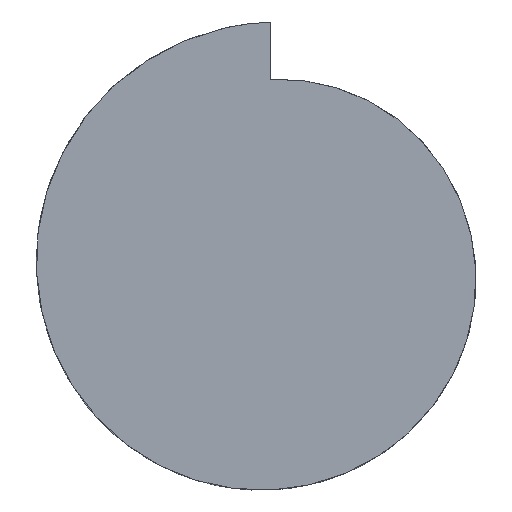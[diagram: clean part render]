
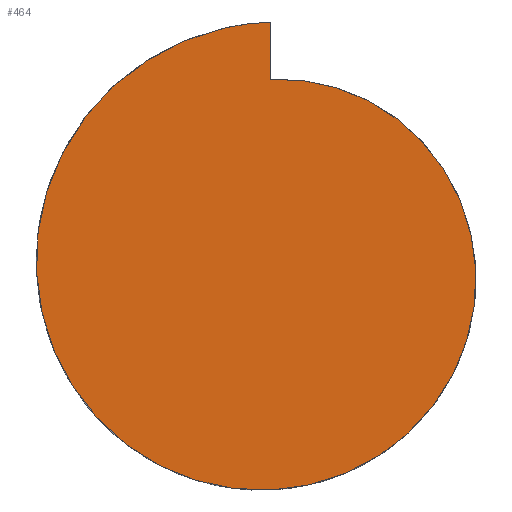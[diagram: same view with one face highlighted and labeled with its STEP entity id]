
A CAD part, front view. The second image highlights one B-rep face of the part: STEP entity #464.
In plain terms, the highlighted planar face has unit normal (0, -1, 0).
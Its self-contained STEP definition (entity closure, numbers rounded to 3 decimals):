
#1 = CARTESIAN_POINT ( 'NONE',  ( 103.049, -20., 6.764 ) ) ;
#11 = CARTESIAN_POINT ( 'NONE',  ( -28.96, -20., -108.198 ) ) ;
#15 = CARTESIAN_POINT ( 'NONE',  ( -117.482, -20., -7.709 ) ) ;
#19 = CARTESIAN_POINT ( 'NONE',  ( -39.811, -20., 117.182 ) ) ;
#94 = CARTESIAN_POINT ( 'NONE',  ( 43.516, -20., 88.307 ) ) ;
#98 = CARTESIAN_POINT ( 'NONE',  ( 103.285, -20., -13.588 ) ) ;
#110 = CARTESIAN_POINT ( 'NONE',  ( -49.912, -20., -101.28 ) ) ;
#113 = CARTESIAN_POINT ( 'NONE',  ( -117.625, -20., 15.477 ) ) ;
#116 = CARTESIAN_POINT ( 'NONE',  ( -16.303, -20., 123.593 ) ) ;
#193 = CARTESIAN_POINT ( 'NONE',  ( 60.458, -20., 78.838 ) ) ;
#196 = CARTESIAN_POINT ( 'NONE',  ( 99.505, -20., -33.767 ) ) ;
#203 = CARTESIAN_POINT ( 'NONE',  ( 65.626, -20., -85.51 ) ) ;
#208 = CARTESIAN_POINT ( 'NONE',  ( -69.262, -20., -90.314 ) ) ;
#211 = CARTESIAN_POINT ( 'NONE',  ( -113.202, -20., 38.418 ) ) ;
#215 = CARTESIAN_POINT ( 'NONE',  ( 0., -20., 125. ) ) ;
#288 = CARTESIAN_POINT ( 'NONE',  ( 0., -20., 96.132 ) ) ;
#291 = CARTESIAN_POINT ( 'NONE',  ( 75.356, -20., 66.124 ) ) ;
#292 = VERTEX_POINT ( 'NONE', #965 ) ;
#295 = CARTESIAN_POINT ( 'NONE',  ( 91.788, -20., -52.983 ) ) ;
#303 = CARTESIAN_POINT ( 'NONE',  ( 48.083, -20., -97.481 ) ) ;
#308 = CARTESIAN_POINT ( 'NONE',  ( -86.23, -20., -75.662 ) ) ;
#312 = CARTESIAN_POINT ( 'NONE',  ( -104.315, -20., 60.216 ) ) ;
#384 = ORIENTED_EDGE ( 'NONE', *, *, #1229, .F. ) ;
#395 = CARTESIAN_POINT ( 'NONE',  ( 87.591, -20., 50.604 ) ) ;
#407 = CARTESIAN_POINT ( 'NONE',  ( 28.375, -20., -105.862 ) ) ;
#411 = CARTESIAN_POINT ( 'NONE',  ( -100.117, -20., -57.838 ) ) ;
#414 = CARTESIAN_POINT ( 'NONE',  ( -91.242, -20., 80.006 ) ) ;
#419 = DIRECTION ( 'NONE',  ( 0., 0., -1. ) ) ;
#464 = ADVANCED_FACE ( 'NONE', ( #787 ), #825, .T. ) ;
#491 = CARTESIAN_POINT ( 'NONE',  ( 96.637, -20., 32.835 ) ) ;
#502 = ORIENTED_EDGE ( 'NONE', *, *, #503, .F. ) ;
#503 = EDGE_CURVE ( 'NONE', #528, #292, #820, .T. ) ;
#505 = CARTESIAN_POINT ( 'NONE',  ( 7.237, -20., -110.266 ) ) ;
#509 = CARTESIAN_POINT ( 'NONE',  ( -110.333, -20., -37.485 ) ) ;
#512 = CARTESIAN_POINT ( 'NONE',  ( -74.431, -20., 96.987 ) ) ;
#520 = CARTESIAN_POINT ( 'NONE',  ( 0., -20., 125. ) ) ;
#528 = VERTEX_POINT ( 'NONE', #726 ) ;
#600 = CARTESIAN_POINT ( 'NONE',  ( 12.643, -20., 96.114 ) ) ;
#604 = CARTESIAN_POINT ( 'NONE',  ( 102.082, -20., 13.469 ) ) ;
#607 = B_SPLINE_CURVE_WITH_KNOTS ( 'NONE', 3,
 ( #288, #903, #600, #1307, #697, #94, #800, #193, #906, #291, #1007, #395, #1107, #491, #1209, #604, #1, #701, #98, #803, #196, #909, #295, #1010, #1245, #810, #203, #916, #303, #1019, #407, #1117, #505, #1219, #615, #11, #711, #110, #815, #208, #922, #308, #1024, #411, #1121, #509, #1223, #618, #15, #715, #113, #818, #211, #925, #312, #1027, #414, #1125, #512, #1226, #621, #19, #718, #116, #824, #215 ),
 .UNSPECIFIED., .F., .F.,
 ( 4, 2, 2, 2, 2, 2, 2, 2, 2, 2, 2, 2, 2, 2, 2, 2, 2, 2, 2, 2, 2, 2, 2, 2, 2, 2, 2, 2, 2, 2, 2, 2, 4 ),
 ( 0.5, 0.516, 0.531, 0.547, 0.563, 0.578, 0.594, 0.609, 0.625, 0.641, 0.656, 0.672, 0.688, 0.703, 0.719, 0.734, 0.75, 0.766, 0.781, 0.797, 0.813, 0.828, 0.844, 0.859, 0.875, 0.891, 0.906, 0.922, 0.938, 0.953, 0.969, 0.984, 1. ),
 .UNSPECIFIED. ) ;
#615 = CARTESIAN_POINT ( 'NONE',  ( -14.532, -20., -110.455 ) ) ;
#618 = CARTESIAN_POINT ( 'NONE',  ( -116.423, -20., -15.358 ) ) ;
#621 = CARTESIAN_POINT ( 'NONE',  ( -54.479, -20., 110.455 ) ) ;
#697 = CARTESIAN_POINT ( 'NONE',  ( 31.442, -20., 92.657 ) ) ;
#701 = CARTESIAN_POINT ( 'NONE',  ( 103.65, -20., -6.764 ) ) ;
#711 = CARTESIAN_POINT ( 'NONE',  ( -36.092, -20., -106.353 ) ) ;
#715 = CARTESIAN_POINT ( 'NONE',  ( -118.084, -20., 7.709 ) ) ;
#718 = CARTESIAN_POINT ( 'NONE',  ( -32.118, -20., 119.834 ) ) ;
#726 = CARTESIAN_POINT ( 'NONE',  ( 0., -20., 125. ) ) ;
#787 = FACE_OUTER_BOUND ( 'NONE', #845, .T. ) ;
#800 = CARTESIAN_POINT ( 'NONE',  ( 49.366, -20., 85.525 ) ) ;
#803 = CARTESIAN_POINT ( 'NONE',  ( 101.212, -20., -27.089 ) ) ;
#810 = CARTESIAN_POINT ( 'NONE',  ( 70.893, -20., -80.793 ) ) ;
#815 = CARTESIAN_POINT ( 'NONE',  ( -56.6, -20., -98.051 ) ) ;
#818 = CARTESIAN_POINT ( 'NONE',  ( -115.184, -20., 30.832 ) ) ;
#820 = LINE ( 'NONE', #520, #1295 ) ;
#824 = CARTESIAN_POINT ( 'NONE',  ( -8.181, -20., 124.699 ) ) ;
#825 = PLANE ( 'NONE',  #875 ) ;
#845 = EDGE_LOOP ( 'NONE', ( #384, #502 ) ) ;
#875 = AXIS2_PLACEMENT_3D ( 'NONE', #928, #1031, #419 ) ;
#903 = CARTESIAN_POINT ( 'NONE',  ( 6.292, -20., 96.433 ) ) ;
#906 = CARTESIAN_POINT ( 'NONE',  ( 65.699, -20., 74.931 ) ) ;
#909 = CARTESIAN_POINT ( 'NONE',  ( 94.793, -20., -46.714 ) ) ;
#916 = CARTESIAN_POINT ( 'NONE',  ( 54.221, -20., -93.854 ) ) ;
#922 = CARTESIAN_POINT ( 'NONE',  ( -75.237, -20., -85.805 ) ) ;
#925 = CARTESIAN_POINT ( 'NONE',  ( -107.767, -20., 53.11 ) ) ;
#928 = CARTESIAN_POINT ( 'NONE',  ( 0., -20., 96.132 ) ) ;
#965 = CARTESIAN_POINT ( 'NONE',  ( 0., -20., 96.132 ) ) ;
#1007 = CARTESIAN_POINT ( 'NONE',  ( 79.772, -20., 61.224 ) ) ;
#1010 = CARTESIAN_POINT ( 'NONE',  ( 84.576, -20., -64.86 ) ) ;
#1019 = CARTESIAN_POINT ( 'NONE',  ( 35.16, -20., -103.485 ) ) ;
#1024 = CARTESIAN_POINT ( 'NONE',  ( -91.248, -20., -70.029 ) ) ;
#1027 = CARTESIAN_POINT ( 'NONE',  ( -96.052, -20., 73.664 ) ) ;
#1031 = DIRECTION ( 'NONE',  ( 0., -1., 0. ) ) ;
#1107 = CARTESIAN_POINT ( 'NONE',  ( 90.994, -20., 44.885 ) ) ;
#1117 = CARTESIAN_POINT ( 'NONE',  ( 14.413, -20., -109.252 ) ) ;
#1121 = CARTESIAN_POINT ( 'NONE',  ( -103.968, -20., -51.281 ) ) ;
#1125 = CARTESIAN_POINT ( 'NONE',  ( -80.431, -20., 91.667 ) ) ;
#1131 = DIRECTION ( 'NONE',  ( 0., 0., -1. ) ) ;
#1209 = CARTESIAN_POINT ( 'NONE',  ( 98.876, -20., 26.504 ) ) ;
#1219 = CARTESIAN_POINT ( 'NONE',  ( -7.237, -20., -110.867 ) ) ;
#1223 = CARTESIAN_POINT ( 'NONE',  ( -112.848, -20., -30.247 ) ) ;
#1226 = CARTESIAN_POINT ( 'NONE',  ( -61.455, -20., 106.38 ) ) ;
#1229 = EDGE_CURVE ( 'NONE', #292, #528, #607, .T. ) ;
#1245 = CARTESIAN_POINT ( 'NONE',  ( 80.368, -20., -70.468 ) ) ;
#1295 = VECTOR ( 'NONE', #1131, 1000. ) ;
#1307 = CARTESIAN_POINT ( 'NONE',  ( 25.218, -20., 94.226 ) ) ;
